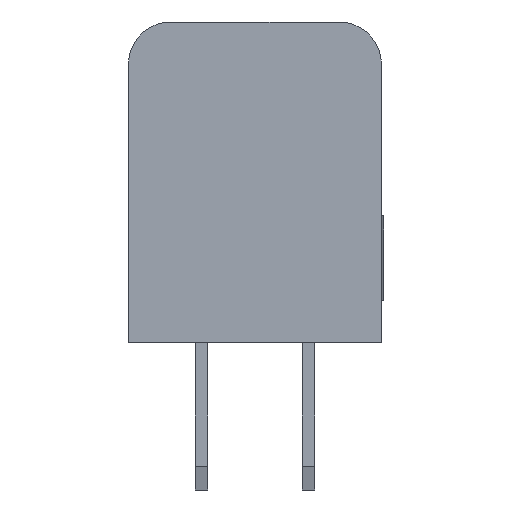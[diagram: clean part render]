
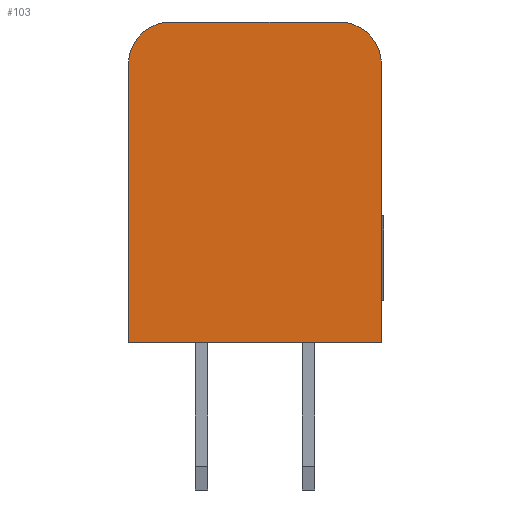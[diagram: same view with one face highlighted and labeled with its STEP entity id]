
A CAD part, left-side view. The second image highlights one B-rep face of the part: STEP entity #103.
In plain terms, the highlighted planar face has unit normal (-1, 0, 0).
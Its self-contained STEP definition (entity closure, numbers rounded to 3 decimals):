
#103=ADVANCED_FACE('',(#7819),#7821,.T.);
#7819=FACE_BOUND('',#7820,.T.);
#7820=EDGE_LOOP('',(#14098,#14099,#14100,#14101,#14102,#14103));
#7821=PLANE('',#7822);
#7822=AXIS2_PLACEMENT_3D('',#7823,#7824,#7825);
#7823=CARTESIAN_POINT('',(-3.82,0.,0.));
#7824=DIRECTION('',(-1.,0.,0.));
#7825=DIRECTION('',(0.,0.,1.));
#14098=ORIENTED_EDGE('',*,*,#18501,.F.);
#14099=ORIENTED_EDGE('',*,*,#18502,.T.);
#14100=ORIENTED_EDGE('',*,*,#18503,.T.);
#14101=ORIENTED_EDGE('',*,*,#18443,.T.);
#14102=ORIENTED_EDGE('',*,*,#18500,.F.);
#14103=ORIENTED_EDGE('',*,*,#18504,.T.);
#18443=EDGE_CURVE('',#20650,#20648,#20651,.T.);
#18500=EDGE_CURVE('',#20758,#20648,#20760,.F.);
#18501=EDGE_CURVE('',#20761,#20762,#20763,.F.);
#18502=EDGE_CURVE('',#20761,#20764,#20765,.T.);
#18503=EDGE_CURVE('',#20764,#20650,#20766,.T.);
#18504=EDGE_CURVE('',#20758,#20762,#20767,.T.);
#20648=VERTEX_POINT('',#24323);
#20650=VERTEX_POINT('',#24327);
#20651=LINE('',#24328,#24329);
#20758=VERTEX_POINT('',#24588);
#20760=CIRCLE('',#24592,1.);
#20761=VERTEX_POINT('',#24596);
#20762=VERTEX_POINT('',#24597);
#20763=CIRCLE('',#24598,1.);
#20764=VERTEX_POINT('',#24602);
#20765=LINE('',#24603,#24604);
#20766=LINE('',#24606,#24607);
#20767=LINE('',#24609,#24610);
#24323=CARTESIAN_POINT('',(-3.82,-1.73,6.6));
#24327=CARTESIAN_POINT('',(-3.82,-1.73,0.));
#24328=CARTESIAN_POINT('',(-3.82,-1.73,0.));
#24329=VECTOR('',#24330,1.);
#24330=DIRECTION('',(0.,0.,1.));
#24588=CARTESIAN_POINT('',(-3.82,-0.73,7.6));
#24592=AXIS2_PLACEMENT_3D('',#24593,#24594,#24595);
#24593=CARTESIAN_POINT('',(-3.82,-0.73,6.6));
#24594=DIRECTION('',(-1.,0.,0.));
#24595=DIRECTION('',(0.,-1.,0.));
#24596=CARTESIAN_POINT('',(-3.82,4.27,6.6));
#24597=CARTESIAN_POINT('',(-3.82,3.27,7.6));
#24598=AXIS2_PLACEMENT_3D('',#24599,#24600,#24601);
#24599=CARTESIAN_POINT('',(-3.82,3.27,6.6));
#24600=DIRECTION('',(-1.,0.,0.));
#24601=DIRECTION('',(0.,0.,1.));
#24602=CARTESIAN_POINT('',(-3.82,4.27,0.));
#24603=CARTESIAN_POINT('',(-3.82,4.27,6.6));
#24604=VECTOR('',#24605,1.);
#24605=DIRECTION('',(0.,0.,-1.));
#24606=CARTESIAN_POINT('',(-3.82,4.27,0.));
#24607=VECTOR('',#24608,1.);
#24608=DIRECTION('',(0.,-1.,0.));
#24609=CARTESIAN_POINT('',(-3.82,-0.73,7.6));
#24610=VECTOR('',#24611,1.);
#24611=DIRECTION('',(0.,1.,0.));
